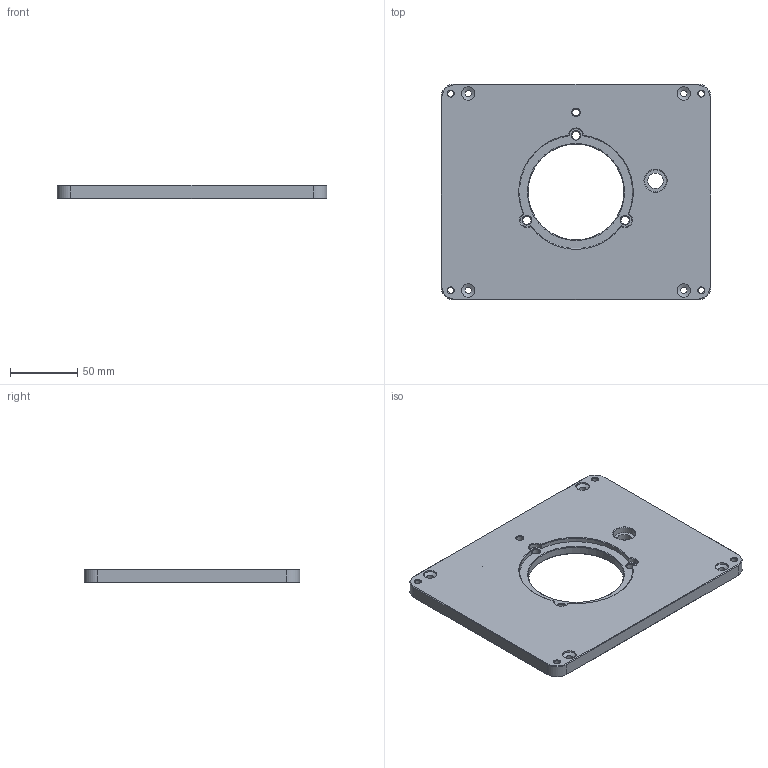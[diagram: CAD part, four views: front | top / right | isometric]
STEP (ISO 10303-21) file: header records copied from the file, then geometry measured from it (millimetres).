
FILE_DESCRIPTION(/* description */ (''),/* implementation_level */ '2;1');
FILE_NAME(/* name */ 'Einlegeplatte v1.3.step',/* time_stamp */ '2023-12-15T11:17:13+01:00',/* author */ (''),/* organization */ (''),/* preprocessor_version */ 'ST-DEVELOPER v20',/* originating_system */ 'Autodesk Translation Framework v12.14.0.127',/* authorisation */ '');
FILE_SCHEMA (('AUTOMOTIVE_DESIGN { 1 0 10303 214 3 1 1 }'));
Length unit declared in the file: millimetre
Products named in the file (1): Einlegeplatte v1.3
Bounding box: 200 x 160 x 10 mm (x, y, z)
Volume: 268112.2 mm3; surface area: 67048.9 mm2
Topology: 1 solids, 1 shells, 114 faces, 258 edges, 148 vertices
Faces by surface type: cone 60, cylinder 38, plane 16
Full cylindrical faces by diameter (mm): 4.234 x13, 5 x4, 5.035 x1, 6 x3, 10 x4, 11.5 x1, 16.2 x1, 71 x1
Entity records: 3206 total; most frequent: DIRECTION 596, CARTESIAN_POINT 530, ORIENTED_EDGE 498, EDGE_CURVE 249, AXIS2_PLACEMENT_3D 238, EDGE_LOOP 153, VERTEX_POINT 148, CIRCLE 123
